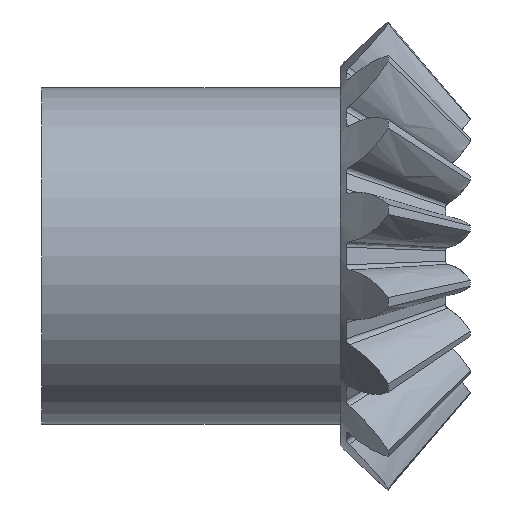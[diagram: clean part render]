
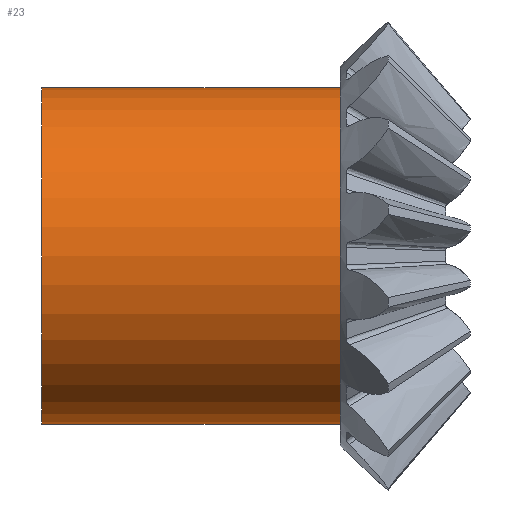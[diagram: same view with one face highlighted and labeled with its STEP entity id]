
A CAD part, front view. The second image highlights one B-rep face of the part: STEP entity #23.
In plain terms, the highlighted cylindrical face has radius 9.25 mm (diameter 18.5 mm), a partial arc.
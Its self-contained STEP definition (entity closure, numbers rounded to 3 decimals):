
#23 = ADVANCED_FACE ( 'NONE', ( #4107 ), #3645, .T. ) ;
#115 = VECTOR ( 'NONE', #2866, 1000. ) ;
#222 = AXIS2_PLACEMENT_3D ( 'NONE', #5287, #1603, #2072 ) ;
#700 = EDGE_CURVE ( 'NONE', #2471, #3794, #1823, .T. ) ;
#1130 = ORIENTED_EDGE ( 'NONE', *, *, #4323, .T. ) ;
#1142 = CARTESIAN_POINT ( 'NONE',  ( -16.424, 0., -9.25 ) ) ;
#1599 = LINE ( 'NONE', #3240, #115 ) ;
#1603 = DIRECTION ( 'NONE',  ( 1., 0., 0. ) ) ;
#1823 = LINE ( 'NONE', #3840, #2638 ) ;
#1895 = DIRECTION ( 'NONE',  ( -1., 0., 0. ) ) ;
#1920 = DIRECTION ( 'NONE',  ( 0., 0., 1. ) ) ;
#2072 = DIRECTION ( 'NONE',  ( 0., 0., -1. ) ) ;
#2287 = DIRECTION ( 'NONE',  ( 0., 0., -1. ) ) ;
#2416 = AXIS2_PLACEMENT_3D ( 'NONE', #3569, #5208, #2287 ) ;
#2471 = VERTEX_POINT ( 'NONE', #2575 ) ;
#2575 = CARTESIAN_POINT ( 'NONE',  ( -16.424, 0., 9.25 ) ) ;
#2626 = CARTESIAN_POINT ( 'NONE',  ( -16.424, 0., 0. ) ) ;
#2638 = VECTOR ( 'NONE', #3463, 1000. ) ;
#2681 = ORIENTED_EDGE ( 'NONE', *, *, #2841, .T. ) ;
#2841 = EDGE_CURVE ( 'NONE', #3415, #3794, #4552, .T. ) ;
#2866 = DIRECTION ( 'NONE',  ( 1., 0., 0. ) ) ;
#2939 = CARTESIAN_POINT ( 'NONE',  ( 0., 0., 9.25 ) ) ;
#3240 = CARTESIAN_POINT ( 'NONE',  ( -12.224, 0., -9.25 ) ) ;
#3365 = ORIENTED_EDGE ( 'NONE', *, *, #700, .F. ) ;
#3415 = VERTEX_POINT ( 'NONE', #3783 ) ;
#3463 = DIRECTION ( 'NONE',  ( 1., 0., 0. ) ) ;
#3466 = EDGE_CURVE ( 'NONE', #4301, #2471, #3868, .T. ) ;
#3569 = CARTESIAN_POINT ( 'NONE',  ( 0., 0., 0. ) ) ;
#3645 = CYLINDRICAL_SURFACE ( 'NONE', #222, 9.25 ) ;
#3783 = CARTESIAN_POINT ( 'NONE',  ( 0., 0., -9.25 ) ) ;
#3794 = VERTEX_POINT ( 'NONE', #2939 ) ;
#3840 = CARTESIAN_POINT ( 'NONE',  ( -12.224, 0., 9.25 ) ) ;
#3868 = CIRCLE ( 'NONE', #4297, 9.25 ) ;
#4107 = FACE_OUTER_BOUND ( 'NONE', #5110, .T. ) ;
#4297 = AXIS2_PLACEMENT_3D ( 'NONE', #2626, #1895, #1920 ) ;
#4301 = VERTEX_POINT ( 'NONE', #1142 ) ;
#4323 = EDGE_CURVE ( 'NONE', #4301, #3415, #1599, .T. ) ;
#4552 = CIRCLE ( 'NONE', #2416, 9.25 ) ;
#4965 = ORIENTED_EDGE ( 'NONE', *, *, #3466, .F. ) ;
#5110 = EDGE_LOOP ( 'NONE', ( #3365, #4965, #1130, #2681 ) ) ;
#5208 = DIRECTION ( 'NONE',  ( -1., 0., 0. ) ) ;
#5287 = CARTESIAN_POINT ( 'NONE',  ( -12.224, 0., 0. ) ) ;
